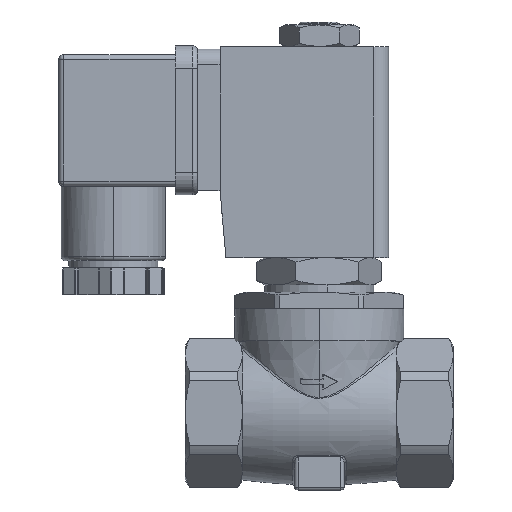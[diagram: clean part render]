
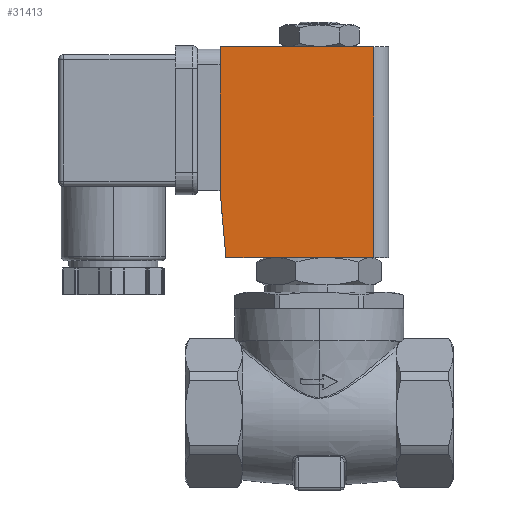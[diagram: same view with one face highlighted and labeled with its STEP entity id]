
A CAD part, top view. The second image highlights one B-rep face of the part: STEP entity #31413.
In plain terms, the highlighted face is planar.
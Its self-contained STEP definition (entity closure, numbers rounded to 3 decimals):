
#974 = LINE ( 'NONE', #28395, #16615 ) ;
#1442 = FACE_OUTER_BOUND ( 'NONE', #5408, .T. ) ;
#2339 = DIRECTION ( 'NONE',  ( 1., 0., 0. ) ) ;
#2605 = DIRECTION ( 'NONE',  ( -1., 0., 0. ) ) ;
#3125 = VECTOR ( 'NONE', #2339, 1000. ) ;
#4691 = CARTESIAN_POINT ( 'NONE',  ( 14., -14.5, 42.5 ) ) ;
#5408 = EDGE_LOOP ( 'NONE', ( #21364, #11578, #33427, #27791, #18558 ) ) ;
#5714 = CARTESIAN_POINT ( 'NONE',  ( -15.819, -14.5, 0. ) ) ;
#6705 = LINE ( 'NONE', #4691, #13595 ) ;
#6932 = LINE ( 'NONE', #34013, #21605 ) ;
#8219 = CARTESIAN_POINT ( 'NONE',  ( -17., -14.5, 13.5 ) ) ;
#10853 = DIRECTION ( 'NONE',  ( 1., 0., 0. ) ) ;
#11578 = ORIENTED_EDGE ( 'NONE', *, *, #30463, .T. ) ;
#12444 = VERTEX_POINT ( 'NONE', #29303 ) ;
#13595 = VECTOR ( 'NONE', #28267, 1000. ) ;
#13756 = EDGE_CURVE ( 'NONE', #14961, #35953, #6705, .T. ) ;
#14961 = VERTEX_POINT ( 'NONE', #32270 ) ;
#16615 = VECTOR ( 'NONE', #10853, 1000. ) ;
#17135 = CARTESIAN_POINT ( 'NONE',  ( -17., -14.5, 42.5 ) ) ;
#17150 = PLANE ( 'NONE',  #27539 ) ;
#18558 = ORIENTED_EDGE ( 'NONE', *, *, #33645, .F. ) ;
#18629 = VERTEX_POINT ( 'NONE', #25728 ) ;
#18765 = LINE ( 'NONE', #17135, #3125 ) ;
#19441 = DIRECTION ( 'NONE',  ( 0., 0., -1. ) ) ;
#20201 = DIRECTION ( 'NONE',  ( 0., 1., 0. ) ) ;
#21171 = VERTEX_POINT ( 'NONE', #5714 ) ;
#21364 = ORIENTED_EDGE ( 'NONE', *, *, #29050, .T. ) ;
#21605 = VECTOR ( 'NONE', #19441, 1000. ) ;
#24714 = LINE ( 'NONE', #8219, #32702 ) ;
#25205 = CARTESIAN_POINT ( 'NONE',  ( 14., -14.5, 0. ) ) ;
#25728 = CARTESIAN_POINT ( 'NONE',  ( -17., -14.5, 42.5 ) ) ;
#27539 = AXIS2_PLACEMENT_3D ( 'NONE', #37765, #20201, #2605 ) ;
#27791 = ORIENTED_EDGE ( 'NONE', *, *, #13756, .F. ) ;
#28267 = DIRECTION ( 'NONE',  ( 0., 0., -1. ) ) ;
#28395 = CARTESIAN_POINT ( 'NONE',  ( -17., -14.5, 0. ) ) ;
#28696 = DIRECTION ( 'NONE',  ( 0.087, 0., -0.996 ) ) ;
#29050 = EDGE_CURVE ( 'NONE', #18629, #12444, #6932, .T. ) ;
#29303 = CARTESIAN_POINT ( 'NONE',  ( -17., -14.5, 13.5 ) ) ;
#30463 = EDGE_CURVE ( 'NONE', #12444, #21171, #24714, .T. ) ;
#31413 = ADVANCED_FACE ( 'NONE', ( #1442 ), #17150, .F. ) ;
#32270 = CARTESIAN_POINT ( 'NONE',  ( 14., -14.5, 42.5 ) ) ;
#32702 = VECTOR ( 'NONE', #28696, 1000. ) ;
#33427 = ORIENTED_EDGE ( 'NONE', *, *, #37792, .T. ) ;
#33645 = EDGE_CURVE ( 'NONE', #18629, #14961, #18765, .T. ) ;
#34013 = CARTESIAN_POINT ( 'NONE',  ( -17., -14.5, 42.5 ) ) ;
#35953 = VERTEX_POINT ( 'NONE', #25205 ) ;
#37765 = CARTESIAN_POINT ( 'NONE',  ( -17., -14.5, 42.5 ) ) ;
#37792 = EDGE_CURVE ( 'NONE', #21171, #35953, #974, .T. ) ;
